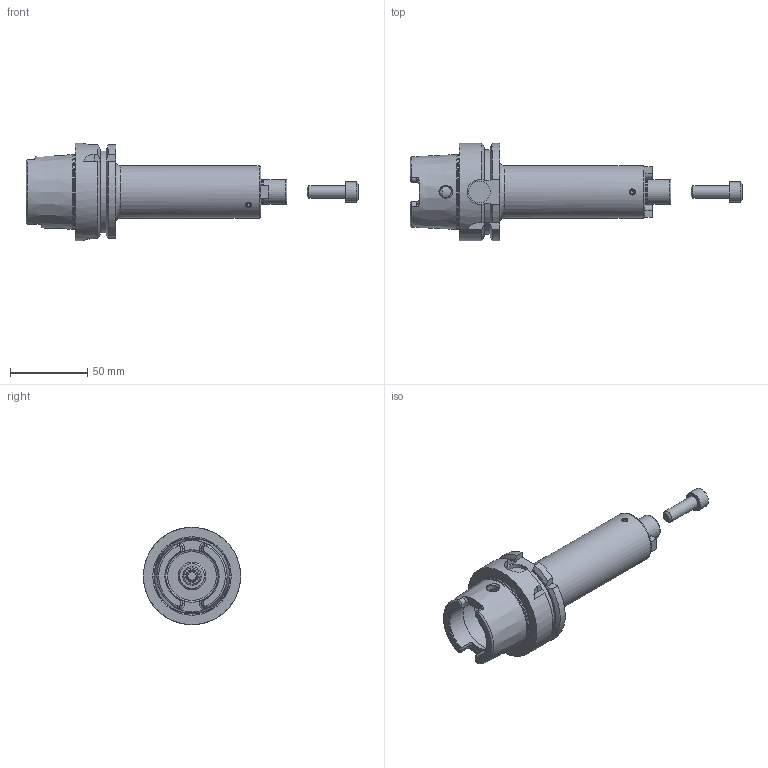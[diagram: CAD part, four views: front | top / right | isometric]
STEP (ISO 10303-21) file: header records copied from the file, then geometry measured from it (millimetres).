
FILE_DESCRIPTION((''),'2;1');
FILE_NAME('535015616120-3D.stp','2020-04-29T11:43:40',('nttooll'),(''),'Autodesk Inventor 2012','Autodesk Inventor 2012','');
FILE_SCHEMA(('AUTOMOTIVE_DESIGN { 1 0 10303 214 1 1 1 1 }'));
Length unit declared in the file: millimetre
Products named in the file (1): 535015616120-3D
Bounding box: 215 x 63 x 63 mm (x, y, z)
Volume: 170701.9 mm3; surface area: 39483.5 mm2
Topology: 2 solids, 5 shells, 211 faces, 520 edges, 323 vertices
Faces by surface type: plane 72, cylinder 67, cone 48, torus 18, sphere 6
Full cylindrical faces by diameter (mm): 2 x3, 2.309 x3, 2.5 x6, 3.4 x3, 4 x6, 6.9 x1, 6.928 x1, 7.5 x2, 8 x3, 8.5 x1, 11.3 x1, 12 x1, 13 x1, 14 x1, 15.6 x1, 16 x1, 18 x1, 34 x2, 34.5 x1, 40 x1, 48 x1, 63 x1
Entity records: 6254 total; most frequent: CARTESIAN_POINT 1791, DIRECTION 940, ORIENTED_EDGE 810, EDGE_CURVE 405, AXIS2_PLACEMENT_3D 404, EDGE_LOOP 315, VERTEX_POINT 293, FACE_OUTER_BOUND 211
